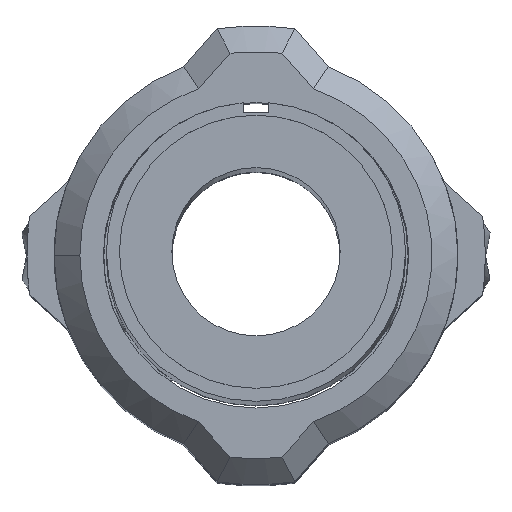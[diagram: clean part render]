
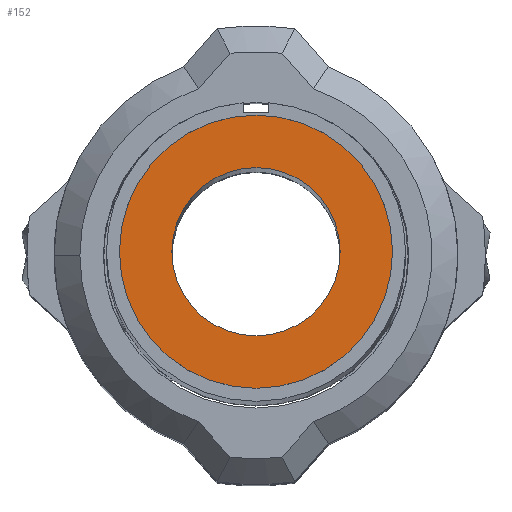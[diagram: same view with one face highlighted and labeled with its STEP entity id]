
A CAD part, top view. The second image highlights one B-rep face of the part: STEP entity #152.
In plain terms, the highlighted planar face has unit normal (0, 0, 1).
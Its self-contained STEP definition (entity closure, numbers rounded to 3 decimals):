
#12 = CARTESIAN_POINT ( 'NONE',  ( 0., 0., 106. ) ) ;
#24 = DIRECTION ( 'NONE',  ( 1., 0., 0. ) ) ;
#79 = CIRCLE ( 'NONE', #6347, 3.25 ) ;
#146 = AXIS2_PLACEMENT_3D ( 'NONE', #12, #1385, #3196 ) ;
#152 = ADVANCED_FACE ( 'NONE', ( #954, #6427 ), #8079, .T. ) ;
#256 = DIRECTION ( 'NONE',  ( 1., 0., 0. ) ) ;
#293 = ORIENTED_EDGE ( 'NONE', *, *, #1809, .T. ) ;
#855 = DIRECTION ( 'NONE',  ( 0., 0., 1. ) ) ;
#882 = VERTEX_POINT ( 'NONE', #7785 ) ;
#952 = CARTESIAN_POINT ( 'NONE',  ( 0., 0., 106. ) ) ;
#954 = FACE_BOUND ( 'NONE', #8400, .T. ) ;
#1385 = DIRECTION ( 'NONE',  ( 0., 0., 1. ) ) ;
#1694 = DIRECTION ( 'NONE',  ( 1., 0., 0. ) ) ;
#1809 = EDGE_CURVE ( 'NONE', #3425, #882, #2907, .T. ) ;
#1967 = CIRCLE ( 'NONE', #3600, 5.275 ) ;
#2236 = EDGE_CURVE ( 'NONE', #4806, #5007, #79, .T. ) ;
#2239 = CARTESIAN_POINT ( 'NONE',  ( 0., 0., 106. ) ) ;
#2382 = AXIS2_PLACEMENT_3D ( 'NONE', #952, #5647, #1694 ) ;
#2640 = DIRECTION ( 'NONE',  ( 0., 0., 1. ) ) ;
#2907 = CIRCLE ( 'NONE', #5683, 5.275 ) ;
#2941 = CARTESIAN_POINT ( 'NONE',  ( 3.25, 0., 106. ) ) ;
#3031 = CIRCLE ( 'NONE', #2382, 3.25 ) ;
#3196 = DIRECTION ( 'NONE',  ( 1., 0., 0. ) ) ;
#3425 = VERTEX_POINT ( 'NONE', #3431 ) ;
#3431 = CARTESIAN_POINT ( 'NONE',  ( 5.275, 0., 106. ) ) ;
#3600 = AXIS2_PLACEMENT_3D ( 'NONE', #2239, #6851, #256 ) ;
#3969 = EDGE_LOOP ( 'NONE', ( #5637, #293 ) ) ;
#4338 = ORIENTED_EDGE ( 'NONE', *, *, #7132, .F. ) ;
#4806 = VERTEX_POINT ( 'NONE', #6632 ) ;
#4858 = CARTESIAN_POINT ( 'NONE',  ( 0., 0., 106. ) ) ;
#5007 = VERTEX_POINT ( 'NONE', #2941 ) ;
#5400 = DIRECTION ( 'NONE',  ( 1., 0., 0. ) ) ;
#5551 = ORIENTED_EDGE ( 'NONE', *, *, #2236, .F. ) ;
#5637 = ORIENTED_EDGE ( 'NONE', *, *, #8425, .T. ) ;
#5647 = DIRECTION ( 'NONE',  ( 0., 0., 1. ) ) ;
#5683 = AXIS2_PLACEMENT_3D ( 'NONE', #4858, #855, #5400 ) ;
#6347 = AXIS2_PLACEMENT_3D ( 'NONE', #7218, #2640, #24 ) ;
#6427 = FACE_OUTER_BOUND ( 'NONE', #3969, .T. ) ;
#6632 = CARTESIAN_POINT ( 'NONE',  ( -3.25, 0., 106. ) ) ;
#6851 = DIRECTION ( 'NONE',  ( 0., 0., 1. ) ) ;
#7132 = EDGE_CURVE ( 'NONE', #5007, #4806, #3031, .T. ) ;
#7218 = CARTESIAN_POINT ( 'NONE',  ( 0., 0., 106. ) ) ;
#7785 = CARTESIAN_POINT ( 'NONE',  ( -5.275, 0., 106. ) ) ;
#8079 = PLANE ( 'NONE',  #146 ) ;
#8400 = EDGE_LOOP ( 'NONE', ( #4338, #5551 ) ) ;
#8425 = EDGE_CURVE ( 'NONE', #882, #3425, #1967, .T. ) ;
